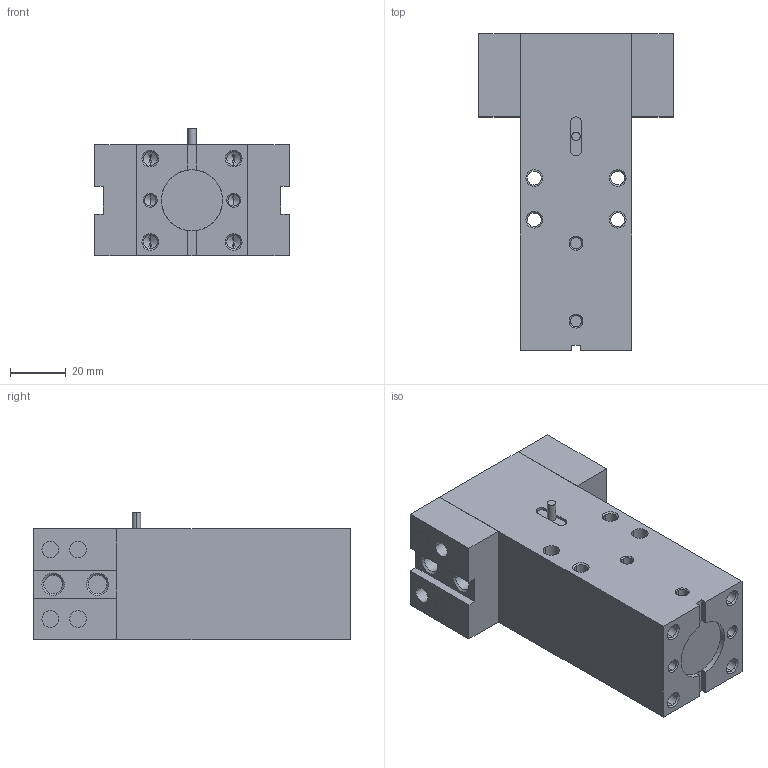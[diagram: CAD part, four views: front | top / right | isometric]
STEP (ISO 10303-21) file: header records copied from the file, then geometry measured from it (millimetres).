
FILE_DESCRIPTION((''),'2;1');
FILE_NAME('MSG-P3.stp','2012-10-08T13:36:03',('hartung_david'),(''),'Autodesk Inventor 2012','Autodesk Inventor 2012','');
FILE_SCHEMA(('AUTOMOTIVE_DESIGN { 1 0 10303 214 1 1 1 1 }'));
Length unit declared in the file: millimetre
Products named in the file (4): MSG-P3; MSG-P3-010; MSG-P3-020; MSG-P3-030
Assembly tree (3 placements, depth 2):
  MSG-P3
    MSG-P3-010
    MSG-P3-020
    MSG-P3-030
Bounding box: 70.02 x 114 x 46 mm (x, y, z)
Volume: 207810.3 mm3; surface area: 43108.4 mm2
Topology: 3 solids, 3 shells, 196 faces, 460 edges, 282 vertices
Faces by surface type: cylinder 82, plane 58, cone 56
Entity records: 5939 total; most frequent: DIRECTION 1066, CARTESIAN_POINT 933, ORIENTED_EDGE 896, EDGE_CURVE 448, AXIS2_PLACEMENT_3D 415, VERTEX_POINT 282, EDGE_LOOP 252, VECTOR 236
